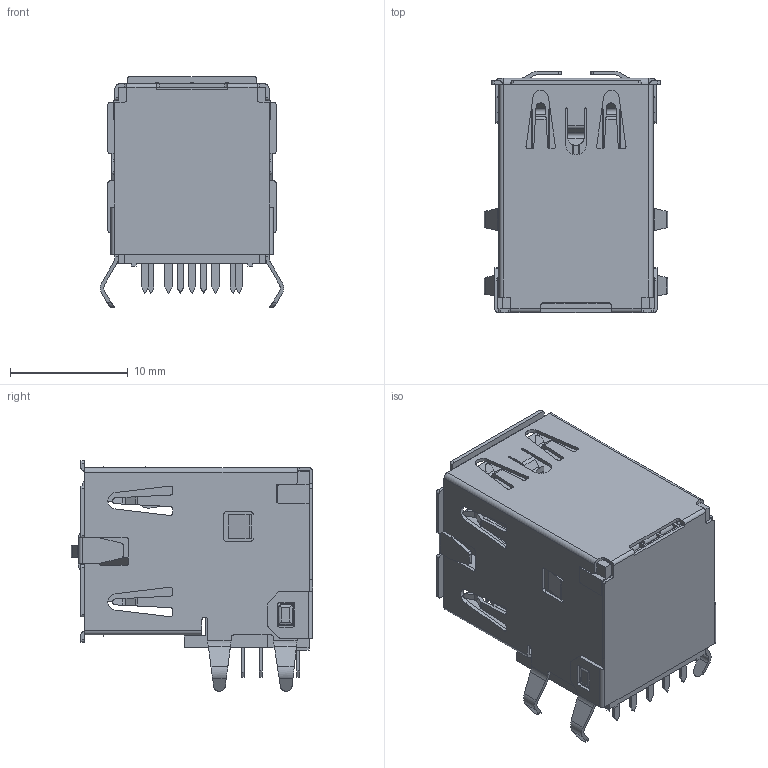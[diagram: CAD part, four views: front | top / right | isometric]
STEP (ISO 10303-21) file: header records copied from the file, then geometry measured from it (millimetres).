
FILE_DESCRIPTION(('FreeCAD Model'),'2;1');
FILE_NAME('Assem1_cp.step','2019-08-30T12:02:44',( 'kicad StepUp'),('ksu MCAD'),'Open CASCADE STEP processor 7.3', 'FreeCAD','Unknown');
FILE_SCHEMA(('AUTOMOTIVE_DESIGN { 1 0 10303 214 1 1 1 1 }'));
Products named in the file (1): Assem1_cp
Bounding box: 15.59 x 20.5 x 19.61 mm (x, y, z)
Volume: 2216 mm3; surface area: 8155.2 mm2
Topology: 24 solids, 24 shells, 1968 faces, 5593 edges, 3666 vertices
Faces by surface type: plane 1431, cylinder 526, bspline 8, extrusion 3
Entity records: 77576 total; most frequent: CARTESIAN_POINT 11566, ORIENTED_EDGE 11186, DIRECTION 10542, EDGE_CURVE 5593, VECTOR 4500, LINE 4497, VERTEX_POINT 3666, AXIS2_PLACEMENT_3D 3021
